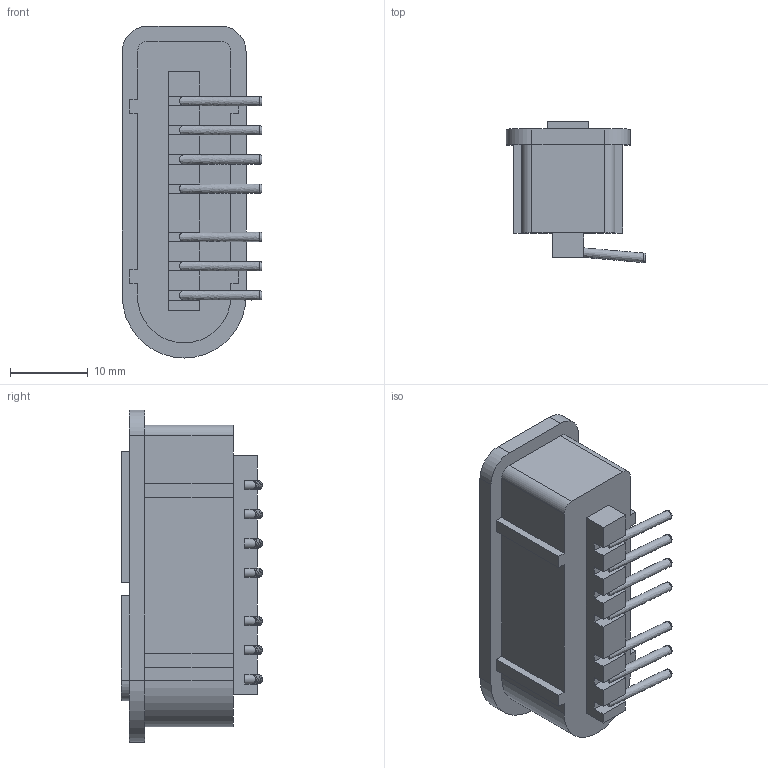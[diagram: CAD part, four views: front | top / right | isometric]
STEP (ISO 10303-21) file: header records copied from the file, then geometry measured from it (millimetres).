
FILE_DESCRIPTION(/* description */ (''),/* implementation_level */ '2;1');
FILE_NAME(/* name */ 'Right Angle SNES Controller Female Socket v1.step',/* time_stamp */ '2024-09-19T09:26:54-05:00',/* author */ (''),/* organization */ (''),/* preprocessor_version */ 'ST-DEVELOPER v20',/* originating_system */ 'Autodesk Translation Framework v13.20.0.188',/* authorisation */ '');
FILE_SCHEMA (('AUTOMOTIVE_DESIGN { 1 0 10303 214 3 1 1 }'));
Length unit declared in the file: millimetre
Products named in the file (1): Right Angle SNES Controller Female Socket
Bounding box: 17.92 x 18.12 x 42.65 mm (x, y, z)
Volume: 4302.7 mm3; surface area: 6385 mm2
Topology: 1 solids, 1 shells, 172 faces, 425 edges, 253 vertices
Faces by surface type: plane 113, cylinder 38, bspline 14, torus 7
Full cylindrical faces by diameter (mm): 1.2 x7, 3.8 x7
Entity records: 5670 total; most frequent: CARTESIAN_POINT 1481, ORIENTED_EDGE 878, DIRECTION 840, EDGE_CURVE 439, LINE 314, VECTOR 314, AXIS2_PLACEMENT_3D 263, VERTEX_POINT 260
